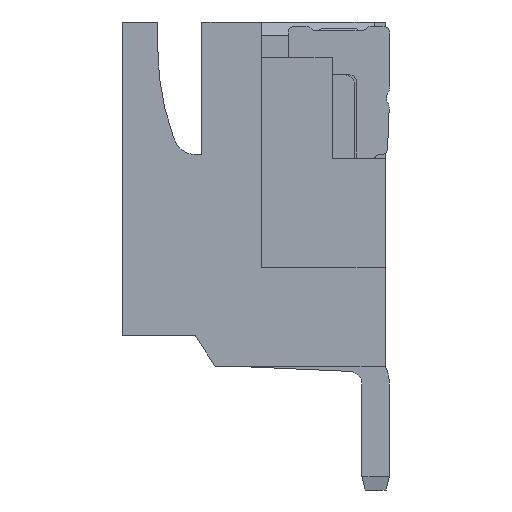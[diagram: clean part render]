
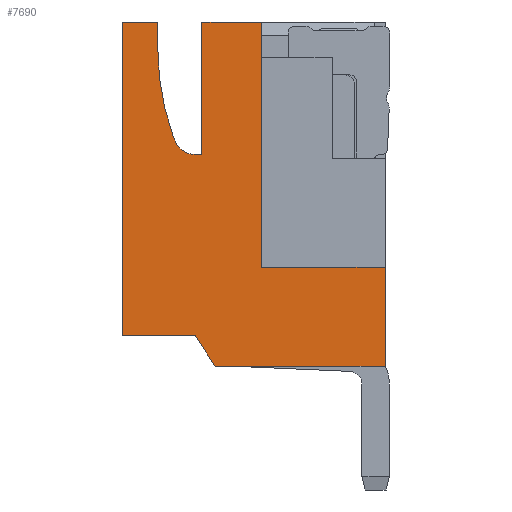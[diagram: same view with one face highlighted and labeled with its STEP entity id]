
A CAD part, left-side view. The second image highlights one B-rep face of the part: STEP entity #7690.
In plain terms, the highlighted planar face has unit normal (-1, 0, 0).
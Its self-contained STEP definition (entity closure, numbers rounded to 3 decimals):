
#1=DIRECTION('',(0.,0.541,0.841));
#2=VECTOR('',#1,0.832);
#3=CARTESIAN_POINT('',(1.25,-2.1,-7.8));
#4=LINE('',#3,#2);
#5=CARTESIAN_POINT('',(1.25,-6.622,-0.6));
#6=DIRECTION('',(-1.,0.,0.));
#7=DIRECTION('',(0.,1.,0.));
#8=AXIS2_PLACEMENT_3D('',#5,#6,#7);
#10=DIRECTION('',(0.,-0.342,-0.94));
#11=VECTOR('',#10,0.085);
#12=CARTESIAN_POINT('',(1.25,-1.151,-2.591));
#13=LINE('',#12,#11);
#14=CARTESIAN_POINT('',(1.25,-1.65,-2.5));
#15=DIRECTION('',(-1.,0.,0.));
#16=DIRECTION('',(0.,0.94,-0.342));
#17=AXIS2_PLACEMENT_3D('',#14,#15,#16);
#19=DIRECTION('',(0.,0.,1.));
#20=VECTOR('',#19,5.55);
#21=CARTESIAN_POINT('',(1.25,-3.15,-5.55));
#22=LINE('',#21,#20);
#31=DIRECTION('',(0.,1.,0.));
#32=VECTOR('',#31,1.35);
#33=CARTESIAN_POINT('',(1.25,-3.15,0.));
#34=LINE('',#33,#32);
#989=DIRECTION('',(0.,0.,-1.));
#990=VECTOR('',#989,3.);
#991=CARTESIAN_POINT('',(1.25,-1.8,0.));
#992=LINE('',#991,#990);
#993=DIRECTION('',(0.,1.,0.));
#994=VECTOR('',#993,0.15);
#995=CARTESIAN_POINT('',(1.25,-1.8,-3.));
#996=LINE('',#995,#994);
#1066=DIRECTION('',(0.,0.,1.));
#1067=VECTOR('',#1066,0.6);
#1068=CARTESIAN_POINT('',(1.25,-0.8,-0.6));
#1069=LINE('',#1068,#1067);
#1137=DIRECTION('',(0.,0.,-1.));
#1138=VECTOR('',#1137,7.1);
#1139=CARTESIAN_POINT('',(1.25,0.,0.));
#1140=LINE('',#1139,#1138);
#1341=DIRECTION('',(0.,1.,0.));
#1342=VECTOR('',#1341,0.8);
#1343=CARTESIAN_POINT('',(1.25,-0.8,0.));
#1344=LINE('',#1343,#1342);
#1349=DIRECTION('',(0.,-1.,0.));
#1350=VECTOR('',#1349,1.65);
#1351=CARTESIAN_POINT('',(1.25,0.,-7.1));
#1352=LINE('',#1351,#1350);
#1621=DIRECTION('',(0.,-1.,0.));
#1622=VECTOR('',#1621,3.85);
#1623=CARTESIAN_POINT('',(1.25,-2.1,-7.8));
#1624=LINE('',#1623,#1622);
#1633=DIRECTION('',(0.,0.,1.));
#1634=VECTOR('',#1633,2.25);
#1635=CARTESIAN_POINT('',(1.25,-5.95,-7.8));
#1636=LINE('',#1635,#1634);
#1878=DIRECTION('',(0.,1.,0.));
#1879=VECTOR('',#1878,2.8);
#1880=CARTESIAN_POINT('',(1.25,-5.95,-5.55));
#1881=LINE('',#1880,#1879);
#5845=CARTESIAN_POINT('',(1.25,-5.95,-5.55));
#5846=CARTESIAN_POINT('',(1.25,-3.15,-5.55));
#5847=VERTEX_POINT('',#5845);
#5848=VERTEX_POINT('',#5846);
#5849=CARTESIAN_POINT('',(1.25,-5.95,-7.8));
#5850=VERTEX_POINT('',#5849);
#5851=CARTESIAN_POINT('',(1.25,-2.1,-7.8));
#5852=VERTEX_POINT('',#5851);
#5853=CARTESIAN_POINT('',(1.25,-1.65,-7.1));
#5854=VERTEX_POINT('',#5853);
#5855=CARTESIAN_POINT('',(1.25,0.,-7.1));
#5856=VERTEX_POINT('',#5855);
#5857=CARTESIAN_POINT('',(1.25,0.,0.));
#5858=VERTEX_POINT('',#5857);
#5859=CARTESIAN_POINT('',(1.25,-0.8,0.));
#5860=VERTEX_POINT('',#5859);
#5861=CARTESIAN_POINT('',(1.25,-0.8,-0.6));
#5862=VERTEX_POINT('',#5861);
#5863=CARTESIAN_POINT('',(1.25,-1.151,-2.591));
#5864=VERTEX_POINT('',#5863);
#5865=CARTESIAN_POINT('',(1.25,-1.18,-2.671));
#5866=VERTEX_POINT('',#5865);
#5867=CARTESIAN_POINT('',(1.25,-1.65,-3.));
#5868=VERTEX_POINT('',#5867);
#5869=CARTESIAN_POINT('',(1.25,-1.8,-3.));
#5870=VERTEX_POINT('',#5869);
#5871=CARTESIAN_POINT('',(1.25,-1.8,0.));
#5872=VERTEX_POINT('',#5871);
#5873=CARTESIAN_POINT('',(1.25,-3.15,0.));
#5874=VERTEX_POINT('',#5873);
#7653=CARTESIAN_POINT('',(1.25,-2.975,-3.9));
#7654=DIRECTION('',(1.,0.,0.));
#7655=DIRECTION('',(0.,-1.,0.));
#7656=AXIS2_PLACEMENT_3D('',#7653,#7654,#7655);
#7657=PLANE('',#7656);
#7659=ORIENTED_EDGE('',*,*,#7658,.F.);
#7661=ORIENTED_EDGE('',*,*,#7660,.F.);
#7663=ORIENTED_EDGE('',*,*,#7662,.F.);
#7665=ORIENTED_EDGE('',*,*,#7664,.F.);
#7667=ORIENTED_EDGE('',*,*,#7666,.T.);
#7669=ORIENTED_EDGE('',*,*,#7668,.F.);
#7671=ORIENTED_EDGE('',*,*,#7670,.F.);
#7673=ORIENTED_EDGE('',*,*,#7672,.F.);
#7675=ORIENTED_EDGE('',*,*,#7674,.F.);
#7677=ORIENTED_EDGE('',*,*,#7676,.T.);
#7679=ORIENTED_EDGE('',*,*,#7678,.T.);
#7681=ORIENTED_EDGE('',*,*,#7680,.T.);
#7683=ORIENTED_EDGE('',*,*,#7682,.F.);
#7685=ORIENTED_EDGE('',*,*,#7684,.F.);
#7687=ORIENTED_EDGE('',*,*,#7686,.F.);
#7688=EDGE_LOOP('',(#7659,#7661,#7663,#7665,#7667,#7669,#7671,#7673,#7675,#7677,
#7679,#7681,#7683,#7685,#7687));
#7689=FACE_OUTER_BOUND('',#7688,.F.);
#9=CIRCLE('',#8,5.822);
#18=CIRCLE('',#17,0.5);
#7658=EDGE_CURVE('',#5848,#5874,#22,.T.);
#7660=EDGE_CURVE('',#5847,#5848,#1881,.T.);
#7662=EDGE_CURVE('',#5850,#5847,#1636,.T.);
#7664=EDGE_CURVE('',#5852,#5850,#1624,.T.);
#7666=EDGE_CURVE('',#5852,#5854,#4,.T.);
#7668=EDGE_CURVE('',#5856,#5854,#1352,.T.);
#7670=EDGE_CURVE('',#5858,#5856,#1140,.T.);
#7672=EDGE_CURVE('',#5860,#5858,#1344,.T.);
#7674=EDGE_CURVE('',#5862,#5860,#1069,.T.);
#7676=EDGE_CURVE('',#5862,#5864,#9,.T.);
#7678=EDGE_CURVE('',#5864,#5866,#13,.T.);
#7680=EDGE_CURVE('',#5866,#5868,#18,.T.);
#7682=EDGE_CURVE('',#5870,#5868,#996,.T.);
#7684=EDGE_CURVE('',#5872,#5870,#992,.T.);
#7686=EDGE_CURVE('',#5874,#5872,#34,.T.);
#7690=ADVANCED_FACE('',(#7689),#7657,.F.);
